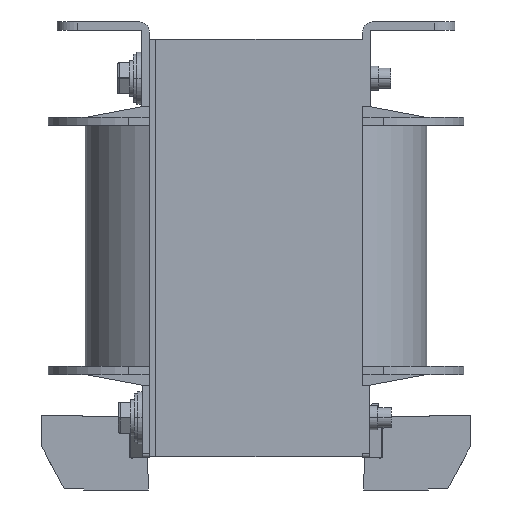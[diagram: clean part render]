
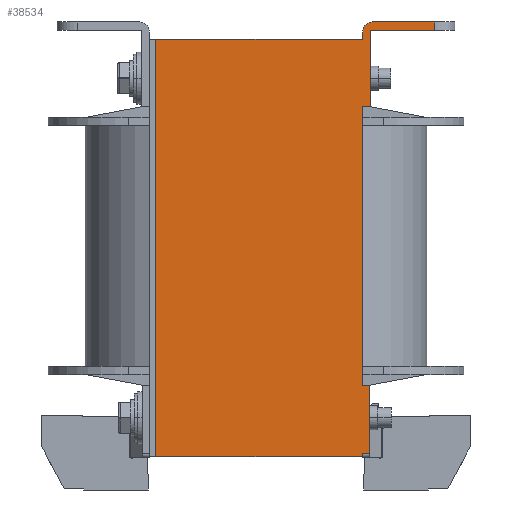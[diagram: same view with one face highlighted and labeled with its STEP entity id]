
A CAD part, front view. The second image highlights one B-rep face of the part: STEP entity #38534.
In plain terms, the highlighted planar face has unit normal (0, -1, 0).
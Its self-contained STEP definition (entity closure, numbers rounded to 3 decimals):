
#8321=DIRECTION('',(-1.,0.,0.));
#8322=VECTOR('',#8321,2.);
#8323=CARTESIAN_POINT('',(80.25,-21.,-0.25));
#8324=LINE('',#8323,#8322);
#8345=DIRECTION('',(0.,0.,1.));
#8346=VECTOR('',#8345,1.75);
#8347=CARTESIAN_POINT('',(78.25,-21.,16.5));
#8348=LINE('',#8347,#8346);
#8353=DIRECTION('',(-1.,0.,0.));
#8354=VECTOR('',#8353,51.5);
#8355=CARTESIAN_POINT('',(78.25,-21.,16.5));
#8356=LINE('',#8355,#8354);
#8409=DIRECTION('',(-1.,0.,0.));
#8410=VECTOR('',#8409,1.8);
#8411=CARTESIAN_POINT('',(80.05,-21.,-69.75));
#8412=LINE('',#8411,#8410);
#8413=DIRECTION('',(-1.,0.,0.));
#8414=VECTOR('',#8413,51.5);
#8415=CARTESIAN_POINT('',(78.25,-21.,-87.5));
#8416=LINE('',#8415,#8414);
#8417=DIRECTION('',(0.,0.,1.));
#8418=VECTOR('',#8417,104.);
#8419=CARTESIAN_POINT('',(26.75,-21.,-87.5));
#8420=LINE('',#8419,#8418);
#8421=CARTESIAN_POINT('',(80.75,-21.,18.25));
#8422=DIRECTION('',(0.,1.,0.));
#8423=DIRECTION('',(-1.,0.,0.));
#8424=AXIS2_PLACEMENT_3D('',#8421,#8422,#8423);
#8426=CARTESIAN_POINT('',(80.75,-21.,18.25));
#8427=DIRECTION('',(0.,-1.,0.));
#8428=DIRECTION('',(0.,0.,1.));
#8429=AXIS2_PLACEMENT_3D('',#8426,#8427,#8428);
#8435=DIRECTION('',(0.,0.,-1.));
#8436=VECTOR('',#8435,69.5);
#8437=CARTESIAN_POINT('',(78.25,-21.,-0.25));
#8438=LINE('',#8437,#8436);
#8456=DIRECTION('',(0.,0.,-1.));
#8457=VECTOR('',#8456,0.75);
#8458=CARTESIAN_POINT('',(78.25,-21.,-86.75));
#8459=LINE('',#8458,#8457);
#10023=DIRECTION('',(0.,0.,-1.));
#10024=VECTOR('',#10023,18.5);
#10025=CARTESIAN_POINT('',(80.25,-21.,18.25));
#10026=LINE('',#10025,#10024);
#10069=DIRECTION('',(-1.,0.,0.));
#10070=VECTOR('',#10069,15.5);
#10071=CARTESIAN_POINT('',(96.25,-21.,18.75));
#10072=LINE('',#10071,#10070);
#10137=DIRECTION('',(0.,0.,1.));
#10138=VECTOR('',#10137,2.);
#10139=CARTESIAN_POINT('',(96.25,-21.,18.75));
#10140=LINE('',#10139,#10138);
#10146=DIRECTION('',(1.,0.,0.));
#10147=VECTOR('',#10146,15.5);
#10148=CARTESIAN_POINT('',(80.75,-21.,20.75));
#10149=LINE('',#10148,#10147);
#12091=DIRECTION('',(1.,0.,0.));
#12092=VECTOR('',#12091,1.8);
#12093=CARTESIAN_POINT('',(78.25,-21.,-86.75));
#12094=LINE('',#12093,#12092);
#12104=DIRECTION('',(0.,0.,-1.));
#12105=VECTOR('',#12104,17.);
#12106=CARTESIAN_POINT('',(80.05,-21.,-69.75));
#12107=LINE('',#12106,#12105);
#20672=CARTESIAN_POINT('',(96.25,-21.,18.75));
#20673=CARTESIAN_POINT('',(96.25,-21.,20.75));
#20674=VERTEX_POINT('',#20672);
#20675=VERTEX_POINT('',#20673);
#20676=CARTESIAN_POINT('',(80.75,-21.,20.75));
#20677=VERTEX_POINT('',#20676);
#20678=CARTESIAN_POINT('',(78.25,-21.,18.25));
#20679=VERTEX_POINT('',#20678);
#20680=CARTESIAN_POINT('',(80.25,-21.,18.25));
#20681=CARTESIAN_POINT('',(80.25,-21.,-0.25));
#20682=VERTEX_POINT('',#20680);
#20683=VERTEX_POINT('',#20681);
#20684=CARTESIAN_POINT('',(80.75,-21.,18.75));
#20685=VERTEX_POINT('',#20684);
#22227=CARTESIAN_POINT('',(80.05,-21.,-69.75));
#22228=VERTEX_POINT('',#22227);
#22239=CARTESIAN_POINT('',(80.05,-21.,-86.75));
#22241=VERTEX_POINT('',#22239);
#24721=CARTESIAN_POINT('',(26.75,-21.,-87.5));
#24722=CARTESIAN_POINT('',(26.75,-21.,16.5));
#24723=VERTEX_POINT('',#24721);
#24724=VERTEX_POINT('',#24722);
#24729=CARTESIAN_POINT('',(78.25,-21.,-87.5));
#24730=VERTEX_POINT('',#24729);
#24911=CARTESIAN_POINT('',(78.25,-21.,16.5));
#24913=VERTEX_POINT('',#24911);
#24923=CARTESIAN_POINT('',(78.25,-21.,-0.25));
#24924=VERTEX_POINT('',#24923);
#24963=CARTESIAN_POINT('',(78.25,-21.,-69.75));
#24964=VERTEX_POINT('',#24963);
#24965=CARTESIAN_POINT('',(78.25,-21.,-86.75));
#24966=VERTEX_POINT('',#24965);
#38499=CARTESIAN_POINT('',(51.75,-21.,-25.75));
#38500=DIRECTION('',(0.,1.,0.));
#38501=DIRECTION('',(0.,0.,1.));
#38502=AXIS2_PLACEMENT_3D('',#38499,#38500,#38501);
#38503=PLANE('',#38502);
#38505=ORIENTED_EDGE('',*,*,#38504,.T.);
#38507=ORIENTED_EDGE('',*,*,#38506,.F.);
#38509=ORIENTED_EDGE('',*,*,#38508,.T.);
#38511=ORIENTED_EDGE('',*,*,#38510,.F.);
#38513=ORIENTED_EDGE('',*,*,#38512,.T.);
#38515=ORIENTED_EDGE('',*,*,#38514,.T.);
#38516=ORIENTED_EDGE('',*,*,#38185,.T.);
#38517=ORIENTED_EDGE('',*,*,#38470,.F.);
#38518=ORIENTED_EDGE('',*,*,#38450,.T.);
#38520=ORIENTED_EDGE('',*,*,#38519,.T.);
#38522=ORIENTED_EDGE('',*,*,#38521,.T.);
#38524=ORIENTED_EDGE('',*,*,#38523,.F.);
#38526=ORIENTED_EDGE('',*,*,#38525,.T.);
#38528=ORIENTED_EDGE('',*,*,#38527,.T.);
#38530=ORIENTED_EDGE('',*,*,#38529,.T.);
#38531=ORIENTED_EDGE('',*,*,#38400,.T.);
#38532=EDGE_LOOP('',(#38505,#38507,#38509,#38511,#38513,#38515,#38516,#38517,
#38518,#38520,#38522,#38524,#38526,#38528,#38530,#38531));
#38533=FACE_OUTER_BOUND('',#38532,.F.);
#38534=ADVANCED_FACE('',(#38533),#38503,.F.);
#8425=CIRCLE('',#8424,2.5);
#8430=CIRCLE('',#8429,0.5);
#38185=EDGE_CURVE('',#24723,#24724,#8420,.T.);
#38400=EDGE_CURVE('',#20683,#24924,#8324,.T.);
#38450=EDGE_CURVE('',#24913,#20679,#8348,.T.);
#38470=EDGE_CURVE('',#24913,#24724,#8356,.T.);
#38504=EDGE_CURVE('',#24924,#24964,#8438,.T.);
#38506=EDGE_CURVE('',#22228,#24964,#8412,.T.);
#38508=EDGE_CURVE('',#22228,#22241,#12107,.T.);
#38510=EDGE_CURVE('',#24966,#22241,#12094,.T.);
#38512=EDGE_CURVE('',#24966,#24730,#8459,.T.);
#38514=EDGE_CURVE('',#24730,#24723,#8416,.T.);
#38519=EDGE_CURVE('',#20679,#20677,#8425,.T.);
#38521=EDGE_CURVE('',#20677,#20675,#10149,.T.);
#38523=EDGE_CURVE('',#20674,#20675,#10140,.T.);
#38525=EDGE_CURVE('',#20674,#20685,#10072,.T.);
#38527=EDGE_CURVE('',#20685,#20682,#8430,.T.);
#38529=EDGE_CURVE('',#20682,#20683,#10026,.T.);
